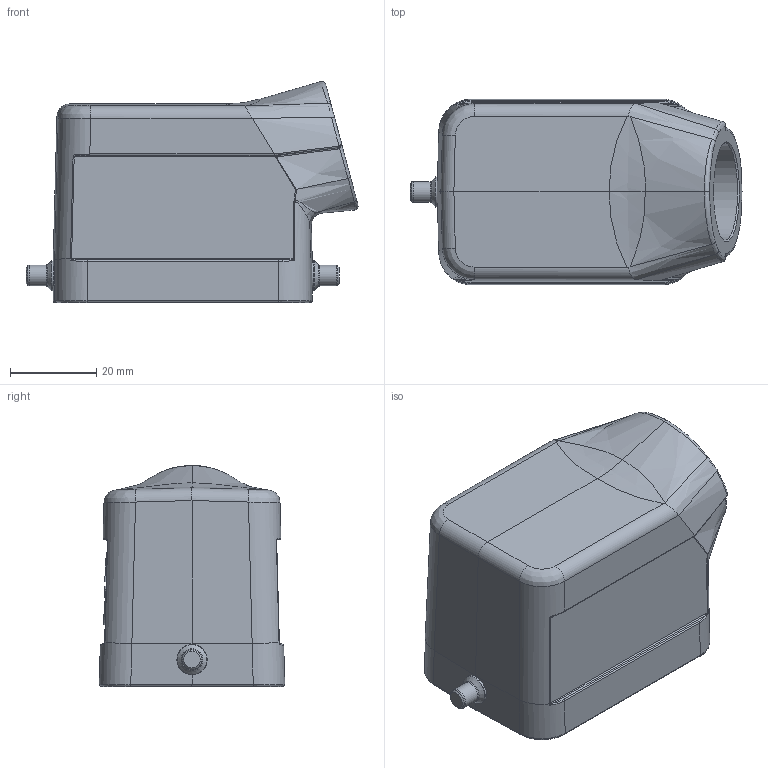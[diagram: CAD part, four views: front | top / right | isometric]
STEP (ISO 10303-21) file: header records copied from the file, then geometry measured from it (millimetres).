
FILE_DESCRIPTION(/* description */ (''),/* implementation_level */ '2;1');
FILE_NAME(/* name */ '100765665ugm000_a.stp',/* time_stamp */ '2018-03-06T09:59:14+01:00',/* author */ (''),/* organization */ (''),/* preprocessor_version */ 'ST-DEVELOPER v16',/* originating_system */ 'SIEMENS PLM Software NX 10.0',/* authorisation */ '');
FILE_SCHEMA (('AUTOMOTIVE_DESIGN { 1 0 10303 214 3 1 1 1 }'));
Length unit declared in the file: millimetre
Products named in the file (1): 100765665ugm000_a
Bounding box: 76.91 x 42.97 x 51.21 mm (x, y, z)
Volume: 36907.5 mm3; surface area: 21905.9 mm2
Topology: 1 solids, 1 shells, 351 faces, 1427 edges, 1661 vertices
Faces by surface type: plane 131, bspline 118, cylinder 85, cone 9, torus 6, sphere 2
Full cylindrical faces by diameter (mm): 3 x4, 4 x2, 4.8 x2, 7 x2, 18.5 x1, 22.5 x1
Entity records: 20528 total; most frequent: CARTESIAN_POINT 7596, ORIENTED_EDGE 1628, DIRECTION 1438, PRESENTATION_STYLE_ASSIGNMENT 904, EDGE_CURVE 814, B_SPLINE_CURVE_WITH_KNOTS 623, STYLED_ITEM 573, CURVE_STYLE 566
